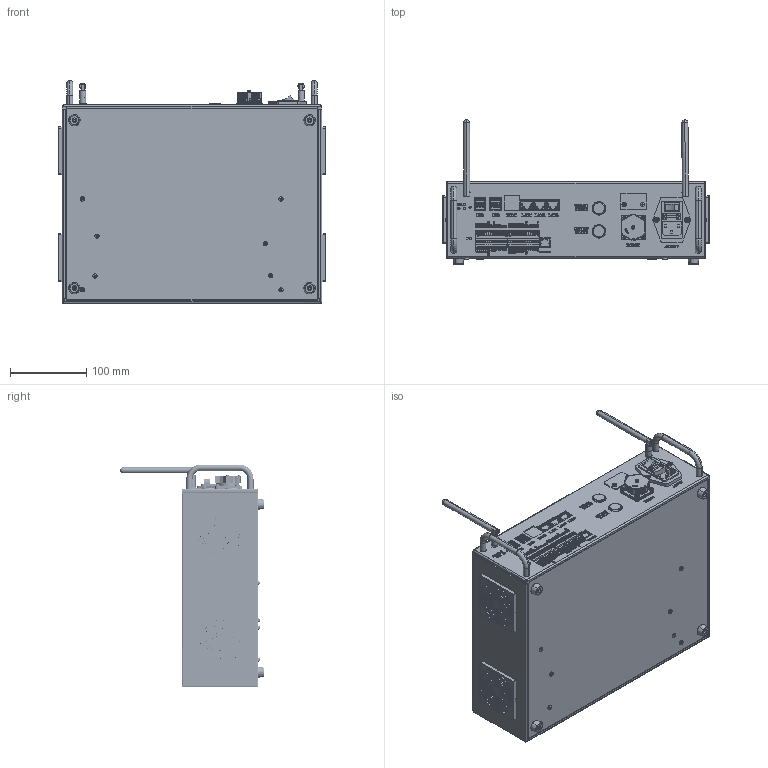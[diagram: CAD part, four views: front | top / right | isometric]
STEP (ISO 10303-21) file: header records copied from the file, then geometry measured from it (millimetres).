
FILE_DESCRIPTION (( 'STEP AP214' ), '1' );
FILE_NAME ('C諷秶嶄拸盄俋楷.STEP', '2024-03-18T04:08:37', ( '' ), ( '' ), 'SwSTEP 2.0', 'SolidWorks 2022', '' );
FILE_SCHEMA (( 'AUTOMOTIVE_DESIGN' ));
Length unit declared in the file: millimetre
Products named in the file (1): C控制柜无线外发
Bounding box: 350 x 188.8 x 292 mm (x, y, z)
Volume: 8849166.8 mm3; surface area: 482803.6 mm2
Topology: 7 solids, 25 shells, 10262 faces, 29306 edges, 19298 vertices
Faces by surface type: plane 7314, bspline 1716, cylinder 1026, cone 140, torus 40, sphere 26
Entity records: 547951 total; most frequent: CARTESIAN_POINT 175767, ORIENTED_EDGE 58572, DIRECTION 45767, EDGE_CURVE 29286, LINE 21111, VECTOR 21111, VERTEX_POINT 19294, AXIS2_PLACEMENT_3D 12328
